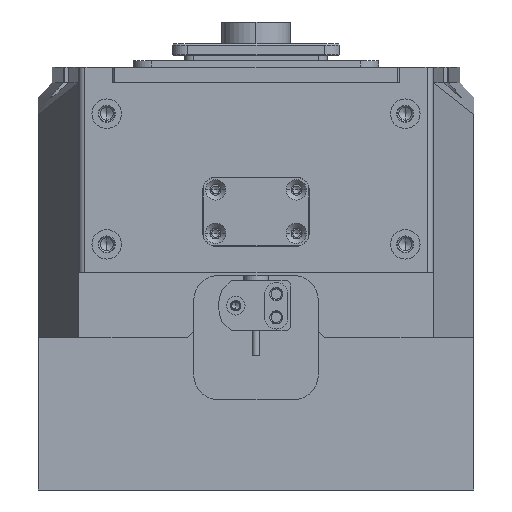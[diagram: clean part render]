
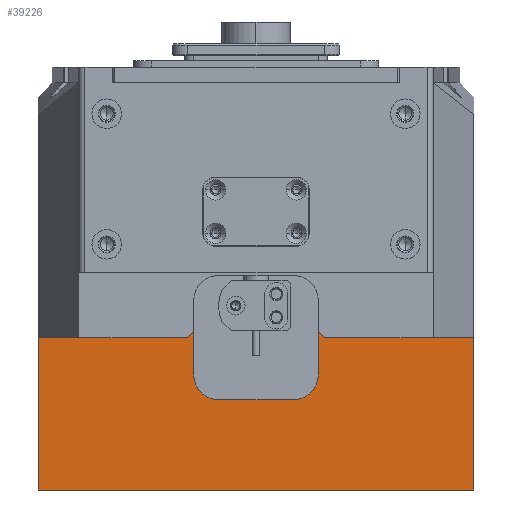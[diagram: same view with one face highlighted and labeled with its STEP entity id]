
A CAD part, left-side view. The second image highlights one B-rep face of the part: STEP entity #39226.
In plain terms, the highlighted planar face has unit normal (-1, 0, 0).
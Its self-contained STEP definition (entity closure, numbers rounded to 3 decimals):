
#184 = DIRECTION ( 'NONE',  ( 0., 0., -1. ) ) ;
#254 = EDGE_CURVE ( 'NONE', #18596, #2268, #52053, .T. ) ;
#974 = ORIENTED_EDGE ( 'NONE', *, *, #50111, .F. ) ;
#1060 = ORIENTED_EDGE ( 'NONE', *, *, #3015, .T. ) ;
#2268 = VERTEX_POINT ( 'NONE', #4383 ) ;
#2439 = EDGE_CURVE ( 'NONE', #16672, #18596, #53884, .T. ) ;
#2500 = VECTOR ( 'NONE', #41990, 1000. ) ;
#3015 = EDGE_CURVE ( 'NONE', #16672, #52501, #17364, .T. ) ;
#3707 = EDGE_CURVE ( 'NONE', #55134, #37657, #44782, .T. ) ;
#4383 = CARTESIAN_POINT ( 'NONE',  ( -123., 70., 0. ) ) ;
#4412 = DIRECTION ( 'NONE',  ( 0., 0., -1. ) ) ;
#4428 = ORIENTED_EDGE ( 'NONE', *, *, #14492, .F. ) ;
#4734 = CARTESIAN_POINT ( 'NONE',  ( -123., -20., -17.79 ) ) ;
#4830 = LINE ( 'NONE', #40973, #25398 ) ;
#5080 = EDGE_CURVE ( 'NONE', #27036, #52532, #53607, .T. ) ;
#6968 = VECTOR ( 'NONE', #12974, 1000. ) ;
#9145 = ORIENTED_EDGE ( 'NONE', *, *, #22751, .F. ) ;
#9160 = LINE ( 'NONE', #48629, #40084 ) ;
#10638 = CIRCLE ( 'NONE', #18359, 8. ) ;
#11075 = DIRECTION ( 'NONE',  ( 0., 0.707, 0.707 ) ) ;
#11771 = ORIENTED_EDGE ( 'NONE', *, *, #32425, .F. ) ;
#12537 = DIRECTION ( 'NONE',  ( 0., 0., 1. ) ) ;
#12567 = VECTOR ( 'NONE', #12537, 1000. ) ;
#12974 = DIRECTION ( 'NONE',  ( 0., 0., 1. ) ) ;
#13035 = CARTESIAN_POINT ( 'NONE',  ( -123., 20., 37. ) ) ;
#13099 = EDGE_CURVE ( 'NONE', #52501, #37657, #20951, .T. ) ;
#13185 = CARTESIAN_POINT ( 'NONE',  ( -123., 22., 49. ) ) ;
#13569 = LINE ( 'NONE', #38660, #12567 ) ;
#14262 = AXIS2_PLACEMENT_3D ( 'NONE', #31038, #22196, #184 ) ;
#14492 = EDGE_CURVE ( 'NONE', #43249, #33691, #10638, .T. ) ;
#14644 = CARTESIAN_POINT ( 'NONE',  ( -123., -5.605, 76.605 ) ) ;
#14655 = DIRECTION ( 'NONE',  ( 0., 1., 0. ) ) ;
#16672 = VERTEX_POINT ( 'NONE', #25061 ) ;
#17364 = LINE ( 'NONE', #30003, #20092 ) ;
#18002 = ORIENTED_EDGE ( 'NONE', *, *, #35351, .T. ) ;
#18359 = AXIS2_PLACEMENT_3D ( 'NONE', #34019, #46114, #28417 ) ;
#18596 = VERTEX_POINT ( 'NONE', #49335 ) ;
#20092 = VECTOR ( 'NONE', #52318, 1000. ) ;
#20199 = EDGE_CURVE ( 'NONE', #24815, #55134, #39691, .T. ) ;
#20951 = LINE ( 'NONE', #42375, #51263 ) ;
#21859 = CARTESIAN_POINT ( 'NONE',  ( -123., 12., 29. ) ) ;
#22196 = DIRECTION ( 'NONE',  ( 1., 0., 0. ) ) ;
#22702 = DIRECTION ( 'NONE',  ( 0., 0.707, -0.707 ) ) ;
#22751 = EDGE_CURVE ( 'NONE', #2268, #50608, #13569, .T. ) ;
#23295 = VECTOR ( 'NONE', #22702, 1000. ) ;
#24561 = DIRECTION ( 'NONE',  ( 0., 0., -1. ) ) ;
#24815 = VERTEX_POINT ( 'NONE', #55193 ) ;
#25061 = CARTESIAN_POINT ( 'NONE',  ( -123., -70., 49. ) ) ;
#25398 = VECTOR ( 'NONE', #14655, 1000. ) ;
#26266 = CARTESIAN_POINT ( 'NONE',  ( -123., -70., 131. ) ) ;
#27036 = VERTEX_POINT ( 'NONE', #50584 ) ;
#27822 = CARTESIAN_POINT ( 'NONE',  ( -123., -20., 51. ) ) ;
#28417 = DIRECTION ( 'NONE',  ( 0., 0., -1. ) ) ;
#30003 = CARTESIAN_POINT ( 'NONE',  ( -123., -100., 49. ) ) ;
#31038 = CARTESIAN_POINT ( 'NONE',  ( -123., -100., -17.79 ) ) ;
#31433 = PLANE ( 'NONE',  #14262 ) ;
#32147 = CARTESIAN_POINT ( 'NONE',  ( -123., -20., 37. ) ) ;
#32425 = EDGE_CURVE ( 'NONE', #33691, #24815, #45100, .T. ) ;
#33455 = VECTOR ( 'NONE', #39639, 1000. ) ;
#33691 = VERTEX_POINT ( 'NONE', #21859 ) ;
#34019 = CARTESIAN_POINT ( 'NONE',  ( -123., 12., 37. ) ) ;
#34632 = DIRECTION ( 'NONE',  ( 0., 0., -1. ) ) ;
#35351 = EDGE_CURVE ( 'NONE', #52532, #50608, #4830, .T. ) ;
#36843 = ORIENTED_EDGE ( 'NONE', *, *, #2439, .F. ) ;
#37281 = CARTESIAN_POINT ( 'NONE',  ( -123., -12., 37. ) ) ;
#37550 = CARTESIAN_POINT ( 'NONE',  ( -123., -100., 29. ) ) ;
#37657 = VERTEX_POINT ( 'NONE', #27822 ) ;
#38548 = CARTESIAN_POINT ( 'NONE',  ( -123., -22., 49. ) ) ;
#38660 = CARTESIAN_POINT ( 'NONE',  ( -123., 70., 131. ) ) ;
#39226 = ADVANCED_FACE ( 'NONE', ( #40645 ), #31433, .F. ) ;
#39639 = DIRECTION ( 'NONE',  ( 0., 1., 0. ) ) ;
#39691 = CIRCLE ( 'NONE', #43695, 8. ) ;
#40084 = VECTOR ( 'NONE', #34632, 1000. ) ;
#40645 = FACE_OUTER_BOUND ( 'NONE', #47080, .T. ) ;
#40973 = CARTESIAN_POINT ( 'NONE',  ( -123., -100., 49. ) ) ;
#41990 = DIRECTION ( 'NONE',  ( 0., -1., 0. ) ) ;
#42375 = CARTESIAN_POINT ( 'NONE',  ( -123., -94.395, -23.395 ) ) ;
#43249 = VERTEX_POINT ( 'NONE', #13035 ) ;
#43695 = AXIS2_PLACEMENT_3D ( 'NONE', #37281, #45742, #24561 ) ;
#44782 = LINE ( 'NONE', #4734, #6968 ) ;
#45100 = LINE ( 'NONE', #37550, #2500 ) ;
#45742 = DIRECTION ( 'NONE',  ( -1., 0., 0. ) ) ;
#46114 = DIRECTION ( 'NONE',  ( -1., 0., 0. ) ) ;
#46253 = VECTOR ( 'NONE', #4412, 1000. ) ;
#47080 = EDGE_LOOP ( 'NONE', ( #53369, #55429, #11771, #4428, #974, #52482, #18002, #9145, #55101, #36843, #1060, #54676 ) ) ;
#47224 = CARTESIAN_POINT ( 'NONE',  ( -123., 70., 49. ) ) ;
#48629 = CARTESIAN_POINT ( 'NONE',  ( -123., 20., -17.79 ) ) ;
#49335 = CARTESIAN_POINT ( 'NONE',  ( -123., -70., 0. ) ) ;
#50111 = EDGE_CURVE ( 'NONE', #27036, #43249, #9160, .T. ) ;
#50584 = CARTESIAN_POINT ( 'NONE',  ( -123., 20., 51. ) ) ;
#50608 = VERTEX_POINT ( 'NONE', #47224 ) ;
#51263 = VECTOR ( 'NONE', #11075, 1000. ) ;
#52053 = LINE ( 'NONE', #52554, #33455 ) ;
#52318 = DIRECTION ( 'NONE',  ( 0., 1., 0. ) ) ;
#52482 = ORIENTED_EDGE ( 'NONE', *, *, #5080, .T. ) ;
#52501 = VERTEX_POINT ( 'NONE', #38548 ) ;
#52532 = VERTEX_POINT ( 'NONE', #13185 ) ;
#52554 = CARTESIAN_POINT ( 'NONE',  ( -123., 0., 0. ) ) ;
#53369 = ORIENTED_EDGE ( 'NONE', *, *, #3707, .F. ) ;
#53607 = LINE ( 'NONE', #14644, #23295 ) ;
#53884 = LINE ( 'NONE', #26266, #46253 ) ;
#54676 = ORIENTED_EDGE ( 'NONE', *, *, #13099, .T. ) ;
#55101 = ORIENTED_EDGE ( 'NONE', *, *, #254, .F. ) ;
#55134 = VERTEX_POINT ( 'NONE', #32147 ) ;
#55193 = CARTESIAN_POINT ( 'NONE',  ( -123., -12., 29. ) ) ;
#55429 = ORIENTED_EDGE ( 'NONE', *, *, #20199, .F. ) ;
